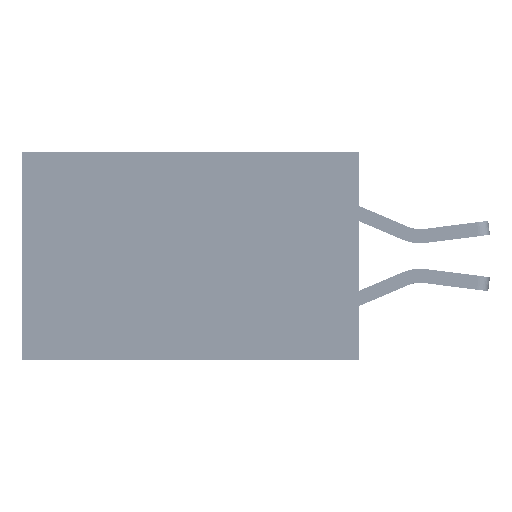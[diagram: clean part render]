
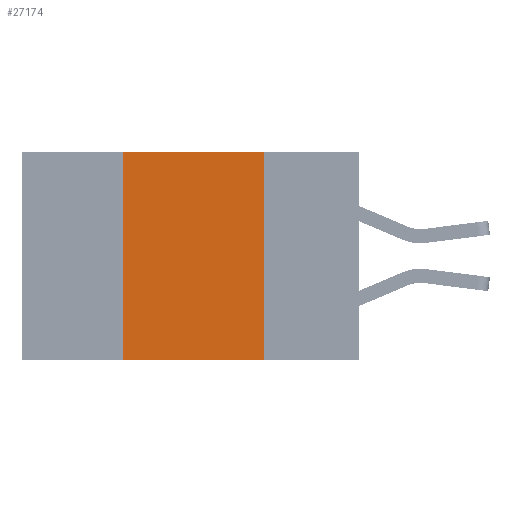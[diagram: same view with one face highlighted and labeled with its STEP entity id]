
A CAD part, left-side view. The second image highlights one B-rep face of the part: STEP entity #27174.
In plain terms, the highlighted planar face has unit normal (-1, 0, 0).
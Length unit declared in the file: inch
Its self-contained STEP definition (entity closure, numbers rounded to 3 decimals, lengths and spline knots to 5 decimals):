
#211 = CARTESIAN_POINT ( 'NONE',  ( 0., 0.17, 0. ) ) ;
#334 = DIRECTION ( 'NONE',  ( 1., 0., 0. ) ) ;
#406 = VERTEX_POINT ( 'NONE', #36428 ) ;
#1164 = LINE ( 'NONE', #19527, #10494 ) ;
#1343 = VERTEX_POINT ( 'NONE', #211 ) ;
#4919 = DIRECTION ( 'NONE',  ( 0., 0., 1. ) ) ;
#5471 = EDGE_CURVE ( 'NONE', #9969, #406, #1164, .T. ) ;
#6503 = PLANE ( 'NONE',  #22640 ) ;
#8169 = ORIENTED_EDGE ( 'NONE', *, *, #5471, .T. ) ;
#8336 = CARTESIAN_POINT ( 'NONE',  ( 0., 0.42, 0. ) ) ;
#8375 = CARTESIAN_POINT ( 'NONE',  ( 0., 0.6, 0. ) ) ;
#8667 = EDGE_CURVE ( 'NONE', #38080, #1343, #24468, .T. ) ;
#9331 = ORIENTED_EDGE ( 'NONE', *, *, #38639, .F. ) ;
#9969 = VERTEX_POINT ( 'NONE', #30358 ) ;
#10494 = VECTOR ( 'NONE', #10923, 39.37008 ) ;
#10923 = DIRECTION ( 'NONE',  ( 0., -1., 0. ) ) ;
#11651 = FACE_OUTER_BOUND ( 'NONE', #39082, .T. ) ;
#12163 = VECTOR ( 'NONE', #38044, 39.37008 ) ;
#14540 = LINE ( 'NONE', #8336, #30257 ) ;
#16327 = CARTESIAN_POINT ( 'NONE',  ( 0., 0.17, 0. ) ) ;
#17054 = ORIENTED_EDGE ( 'NONE', *, *, #33708, .F. ) ;
#19086 = CARTESIAN_POINT ( 'NONE',  ( 0., 0.6, 0. ) ) ;
#19527 = CARTESIAN_POINT ( 'NONE',  ( 0., 0.6, -0.37 ) ) ;
#19961 = CARTESIAN_POINT ( 'NONE',  ( 0., 0.42, 0. ) ) ;
#20961 = DIRECTION ( 'NONE',  ( 0., -1., 0. ) ) ;
#22227 = DIRECTION ( 'NONE',  ( 0., 0., -1. ) ) ;
#22640 = AXIS2_PLACEMENT_3D ( 'NONE', #19086, #334, #22227 ) ;
#24468 = LINE ( 'NONE', #8375, #24998 ) ;
#24998 = VECTOR ( 'NONE', #20961, 39.37008 ) ;
#27174 = ADVANCED_FACE ( 'NONE', ( #11651 ), #6503, .F. ) ;
#30257 = VECTOR ( 'NONE', #4919, 39.37008 ) ;
#30358 = CARTESIAN_POINT ( 'NONE',  ( 0., 0.42, -0.37 ) ) ;
#32276 = LINE ( 'NONE', #16327, #12163 ) ;
#33708 = EDGE_CURVE ( 'NONE', #9969, #38080, #14540, .T. ) ;
#36428 = CARTESIAN_POINT ( 'NONE',  ( 0., 0.17, -0.37 ) ) ;
#38044 = DIRECTION ( 'NONE',  ( 0., 0., -1. ) ) ;
#38080 = VERTEX_POINT ( 'NONE', #19961 ) ;
#38639 = EDGE_CURVE ( 'NONE', #1343, #406, #32276, .T. ) ;
#38819 = ORIENTED_EDGE ( 'NONE', *, *, #8667, .F. ) ;
#39082 = EDGE_LOOP ( 'NONE', ( #9331, #38819, #17054, #8169 ) ) ;
